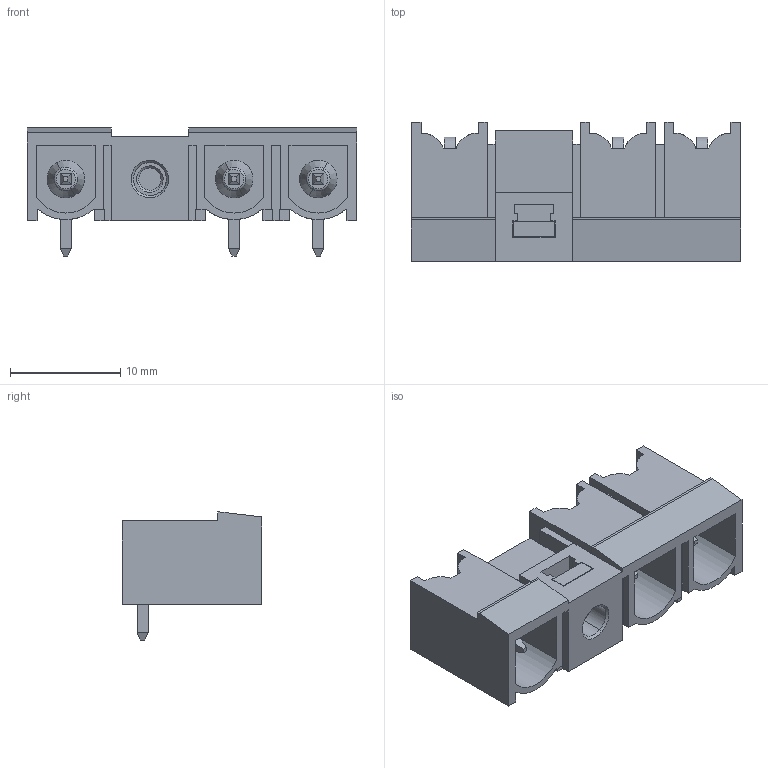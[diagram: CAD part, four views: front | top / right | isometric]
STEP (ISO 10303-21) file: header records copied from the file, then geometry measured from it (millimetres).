
FILE_DESCRIPTION(('CATIA V5 STEP Exchange','CAx-IF Rec.Pracs.--- Model Styling and Organization---1.4--- 2014-01-23'),'2;1');
FILE_NAME ('D1449679_1_1173640000_1173640000.stp','2020-12-15T13:55:36+00:00',('none'),('Weidmueller'),'CATIA Version 5-6 Release 2016 SP3 HF44','CATIA V5 STEP AP214','none');
FILE_SCHEMA(('AUTOMOTIVE_DESIGN { 1 0 10303 214 1 1 1 1 }'));
Length unit declared in the file: millimetre
Products named in the file (1): 1173640000
Bounding box: 29.86 x 12.65 x 11.6 mm (x, y, z)
Volume: 1530.6 mm3; surface area: 2690.7 mm2
Topology: 5 solids, 5 shells, 233 faces, 606 edges, 390 vertices
Faces by surface type: plane 189, cylinder 28, cone 10, torus 6
Entity records: 6852 total; most frequent: CARTESIAN_POINT 1365, ORIENTED_EDGE 1212, DIRECTION 943, EDGE_CURVE 606, VECTOR 516, LINE 516, VERTEX_POINT 390, AXIS2_PLACEMENT_3D 252
